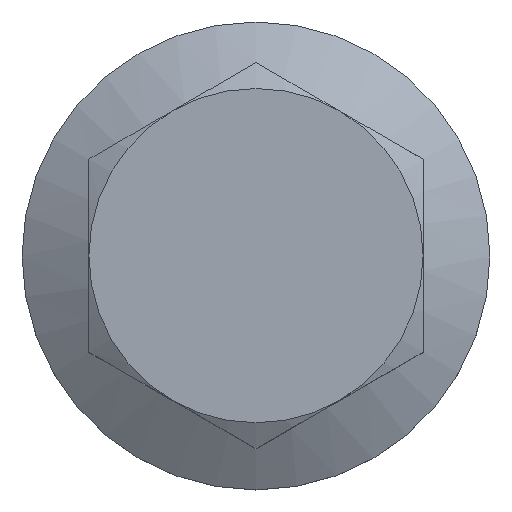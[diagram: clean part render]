
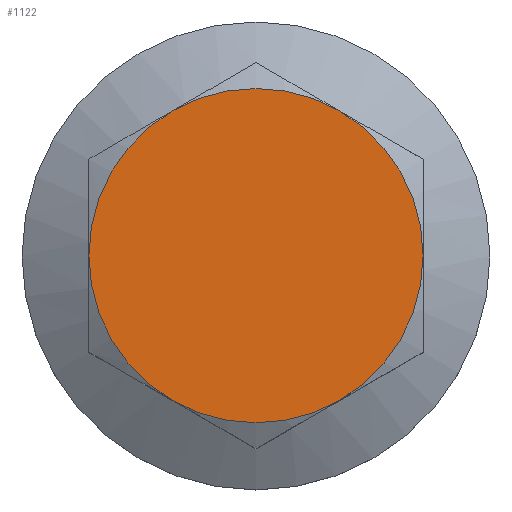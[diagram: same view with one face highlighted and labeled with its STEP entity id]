
A CAD part, top view. The second image highlights one B-rep face of the part: STEP entity #1122.
In plain terms, the highlighted planar face has unit normal (0, 0, 1).
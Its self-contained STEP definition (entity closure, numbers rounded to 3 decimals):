
#4 = DIRECTION ( 'NONE',  ( -1., 0., 0. ) ) ;
#56 = EDGE_CURVE ( 'NONE', #173, #965, #322, .T. ) ;
#76 = DIRECTION ( 'NONE',  ( -1., 0., 0. ) ) ;
#96 = CARTESIAN_POINT ( 'NONE',  ( -5., -2.887, 6.5 ) ) ;
#105 = FACE_OUTER_BOUND ( 'NONE', #214, .T. ) ;
#116 = ORIENTED_EDGE ( 'NONE', *, *, #469, .T. ) ;
#173 = VERTEX_POINT ( 'NONE', #859 ) ;
#188 = DIRECTION ( 'NONE',  ( 0., 0., 1. ) ) ;
#196 = AXIS2_PLACEMENT_3D ( 'NONE', #96, #440, #1371 ) ;
#210 = CARTESIAN_POINT ( 'NONE',  ( 0., 0., 6.5 ) ) ;
#213 = ORIENTED_EDGE ( 'NONE', *, *, #1383, .T. ) ;
#214 = EDGE_LOOP ( 'NONE', ( #116, #1388, #213, #1108, #350, #931 ) ) ;
#232 = CARTESIAN_POINT ( 'NONE',  ( -5., 0., 6.5 ) ) ;
#248 = CIRCLE ( 'NONE', #1481, 5. ) ;
#295 = AXIS2_PLACEMENT_3D ( 'NONE', #411, #655, #76 ) ;
#322 = CIRCLE ( 'NONE', #295, 5. ) ;
#326 = DIRECTION ( 'NONE',  ( 0., 0., 1. ) ) ;
#350 = ORIENTED_EDGE ( 'NONE', *, *, #1018, .T. ) ;
#411 = CARTESIAN_POINT ( 'NONE',  ( 0., 0., 6.5 ) ) ;
#435 = AXIS2_PLACEMENT_3D ( 'NONE', #210, #577, #4 ) ;
#440 = DIRECTION ( 'NONE',  ( 0., 0., -1. ) ) ;
#469 = EDGE_CURVE ( 'NONE', #1422, #173, #956, .T. ) ;
#512 = VERTEX_POINT ( 'NONE', #606 ) ;
#533 = AXIS2_PLACEMENT_3D ( 'NONE', #652, #762, #1123 ) ;
#564 = CIRCLE ( 'NONE', #1154, 5. ) ;
#577 = DIRECTION ( 'NONE',  ( 0., 0., 1. ) ) ;
#606 = CARTESIAN_POINT ( 'NONE',  ( 2.5, 4.33, 6.5 ) ) ;
#652 = CARTESIAN_POINT ( 'NONE',  ( 0., 0., 6.5 ) ) ;
#655 = DIRECTION ( 'NONE',  ( 0., 0., 1. ) ) ;
#686 = CARTESIAN_POINT ( 'NONE',  ( -2.5, 4.33, 6.5 ) ) ;
#696 = EDGE_CURVE ( 'NONE', #1143, #1422, #248, .T. ) ;
#699 = CARTESIAN_POINT ( 'NONE',  ( 0., 0., 6.5 ) ) ;
#762 = DIRECTION ( 'NONE',  ( 0., 0., 1. ) ) ;
#796 = DIRECTION ( 'NONE',  ( -1., 0., 0. ) ) ;
#803 = CARTESIAN_POINT ( 'NONE',  ( 2.5, -4.33, 6.5 ) ) ;
#859 = CARTESIAN_POINT ( 'NONE',  ( -2.5, -4.33, 6.5 ) ) ;
#895 = EDGE_CURVE ( 'NONE', #1085, #512, #1084, .T. ) ;
#931 = ORIENTED_EDGE ( 'NONE', *, *, #696, .T. ) ;
#942 = DIRECTION ( 'NONE',  ( 0., 0., 1. ) ) ;
#956 = CIRCLE ( 'NONE', #1438, 5. ) ;
#965 = VERTEX_POINT ( 'NONE', #803 ) ;
#988 = DIRECTION ( 'NONE',  ( -1., 0., 0. ) ) ;
#1018 = EDGE_CURVE ( 'NONE', #512, #1143, #564, .T. ) ;
#1052 = CARTESIAN_POINT ( 'NONE',  ( 5., 0., 6.5 ) ) ;
#1073 = CIRCLE ( 'NONE', #533, 5. ) ;
#1084 = CIRCLE ( 'NONE', #435, 5. ) ;
#1085 = VERTEX_POINT ( 'NONE', #1052 ) ;
#1108 = ORIENTED_EDGE ( 'NONE', *, *, #895, .T. ) ;
#1122 = ADVANCED_FACE ( 'NONE', ( #105 ), #1485, .F. ) ;
#1123 = DIRECTION ( 'NONE',  ( -1., 0., 0. ) ) ;
#1143 = VERTEX_POINT ( 'NONE', #686 ) ;
#1154 = AXIS2_PLACEMENT_3D ( 'NONE', #699, #326, #796 ) ;
#1175 = CARTESIAN_POINT ( 'NONE',  ( 0., 0., 6.5 ) ) ;
#1371 = DIRECTION ( 'NONE',  ( 0., -1., 0. ) ) ;
#1383 = EDGE_CURVE ( 'NONE', #965, #1085, #1073, .T. ) ;
#1388 = ORIENTED_EDGE ( 'NONE', *, *, #56, .T. ) ;
#1406 = DIRECTION ( 'NONE',  ( -1., 0., 0. ) ) ;
#1422 = VERTEX_POINT ( 'NONE', #232 ) ;
#1438 = AXIS2_PLACEMENT_3D ( 'NONE', #1175, #942, #1406 ) ;
#1466 = CARTESIAN_POINT ( 'NONE',  ( 0., 0., 6.5 ) ) ;
#1481 = AXIS2_PLACEMENT_3D ( 'NONE', #1466, #188, #988 ) ;
#1485 = PLANE ( 'NONE',  #196 ) ;
